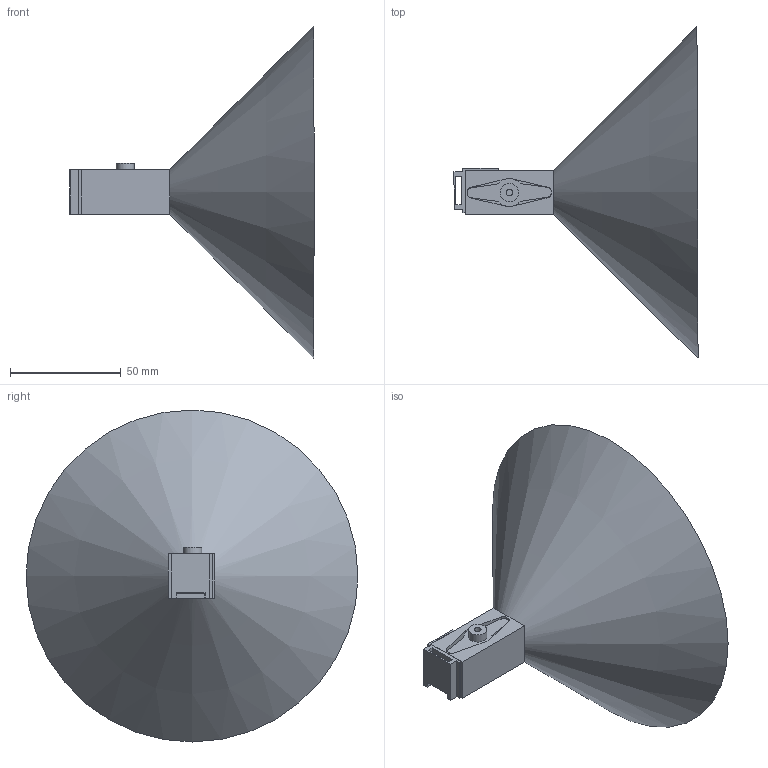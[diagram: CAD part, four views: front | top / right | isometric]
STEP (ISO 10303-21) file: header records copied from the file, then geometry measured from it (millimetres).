
FILE_DESCRIPTION(/* description */ ('Unknown'),/* implementation_level */ '2;1');
FILE_NAME(/* name */ 'Arm_6_EECup',/* time_stamp */ '2019-04-08T18:41:14+02:00',/* author */ ('Unknown'),/* organization */ ('Unknown'),/* preprocessor_version */ 'ST-DEVELOPER v16.7',/* originating_system */ 'DEX',/* authorisation */ $);
FILE_SCHEMA (('AUTOMOTIVE_DESIGN {1 0 10303 214 3 1 1}'));
Length unit declared in the file: millimetre
Products named in the file (4): Arm_6_EECup; cup; IMU_holder; SM-S4303R_Head
Assembly tree (3 placements, depth 2):
  Arm_6_EECup
    cup
    IMU_holder
    SM-S4303R_Head
Bounding box: 110.28 x 150 x 150 mm (x, y, z)
Volume: 60110.6 mm3; surface area: 58091.5 mm2
Topology: 3 solids, 3 shells, 67 faces, 170 edges, 112 vertices
Faces by surface type: plane 51, cylinder 14, cone 2
Full cylindrical faces by diameter (mm): 3 x1, 8.3 x1
Entity records: 2087 total; most frequent: CARTESIAN_POINT 347, DIRECTION 342, ORIENTED_EDGE 330, EDGE_CURVE 165, LINE 130, VECTOR 130, VERTEX_POINT 111, AXIS2_PLACEMENT_3D 106
